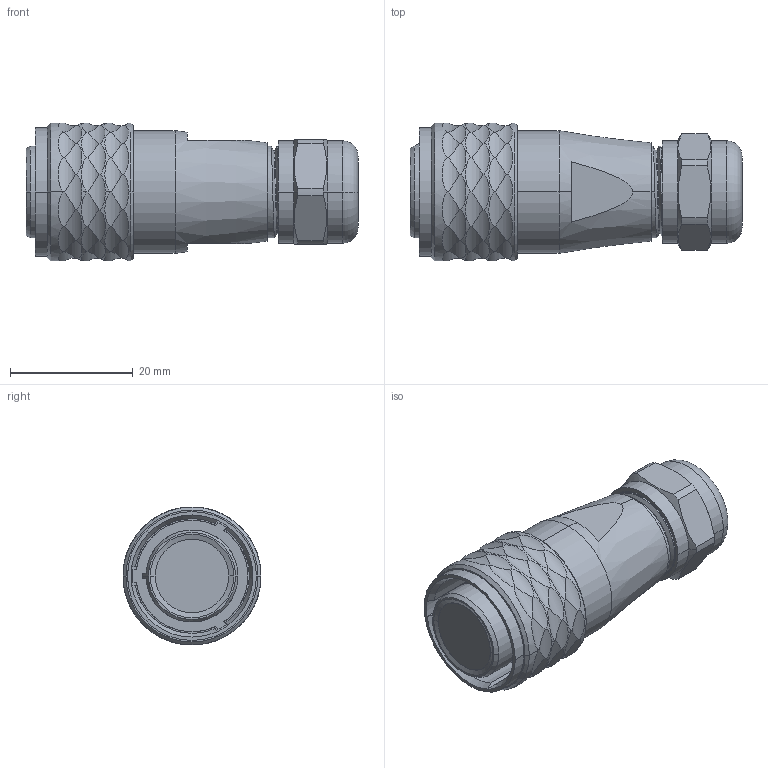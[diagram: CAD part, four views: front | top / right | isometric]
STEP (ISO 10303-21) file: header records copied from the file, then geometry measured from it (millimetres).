
FILE_DESCRIPTION((''),'2;1');
FILE_NAME('SF1610-P9','2022-01-19T',('Administrator'),(''),'CREO PARAMETRIC BY PTC INC, 2016130','CREO PARAMETRIC BY PTC INC, 2016130','');
FILE_SCHEMA(('CONFIG_CONTROL_DESIGN'));
Length unit declared in the file: millimetre
Products named in the file (1): SF1610-P9
Bounding box: 54.14 x 22.5 x 22.5 mm (x, y, z)
Volume: 14227.4 mm3; surface area: 6905.6 mm2
Topology: 2 solids, 11 shells, 274 faces, 726 edges, 475 vertices
Faces by surface type: cylinder 167, plane 64, cone 25, bspline 12, torus 6
Entity records: 15514 total; most frequent: CARTESIAN_POINT 9138, ORIENTED_EDGE 1448, DIRECTION 1136, EDGE_CURVE 724, VERTEX_POINT 475, AXIS2_PLACEMENT_3D 473, B_SPLINE_CURVE_WITH_KNOTS 323, EDGE_LOOP 285
